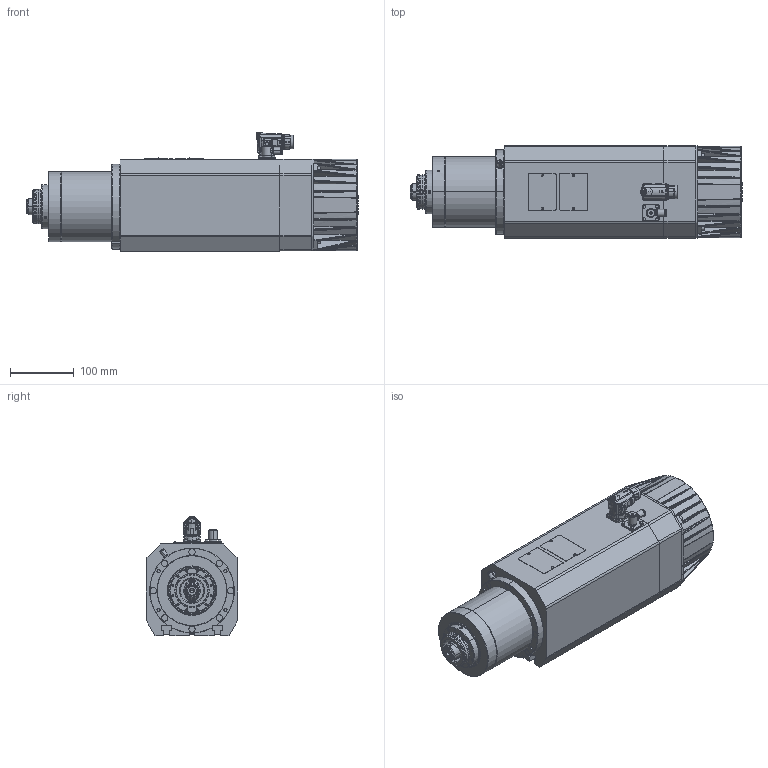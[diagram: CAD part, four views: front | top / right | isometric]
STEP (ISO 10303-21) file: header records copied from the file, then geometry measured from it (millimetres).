
FILE_DESCRIPTION(('HOOPS Exchange Step'),'2;1');
FILE_NAME('export-118A93B0-C207-49E6-8073-B85687A55155.stp','2024-01-11T17:45:38+01:00',('Engineering'),('Alibre'),'HOOPS Exchange 2021.0','Alibre','Unknown authorisation');
FILE_SCHEMA( ('AP242_MANAGED_MODEL_BASED_3D_ENGINEERING_MIM_LF {1 0 10303 442 1 1 4 }') );
Length unit declared in the file: millimetre
Products named in the file (1): 6500 QuickToolchanger+Fan C071-C-2DB-HSK50C-PR-HY-5.5kW-6000-24000RPM
Bounding box: 520.23 x 144 x 186.76 mm (x, y, z)
Surface area: 348763.8 mm2 (no closed solid volume)
Topology: 0 solids, 2668 shells, 2982 faces, 14807 edges, 14168 vertices
Faces by surface type: plane 875, cylinder 842, bspline 508, cone 481, torus 239, sphere 37
Entity records: 183846 total; most frequent: CARTESIAN_POINT 66559, DIRECTION 20368, ORIENTED_EDGE 15276, EDGE_CURVE 14712, VERTEX_POINT 14168, AXIS2_PLACEMENT_3D 7693, STYLED_ITEM 5336, VECTOR 4982
